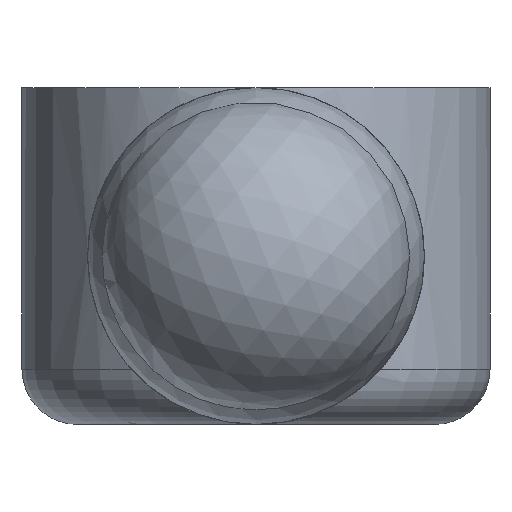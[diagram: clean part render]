
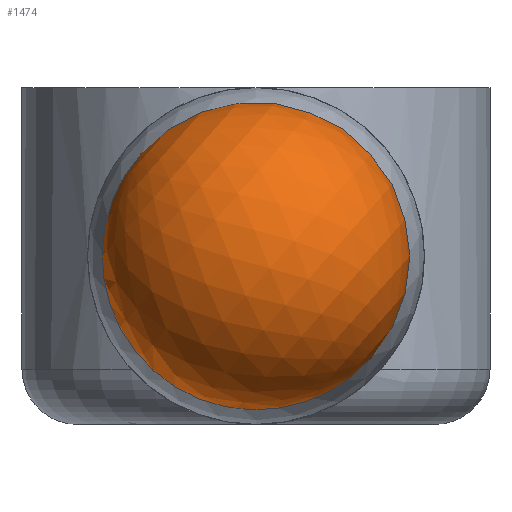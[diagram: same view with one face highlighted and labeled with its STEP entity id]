
A CAD part, front view. The second image highlights one B-rep face of the part: STEP entity #1474.
In plain terms, the highlighted spherical face has radius 5.512 mm.
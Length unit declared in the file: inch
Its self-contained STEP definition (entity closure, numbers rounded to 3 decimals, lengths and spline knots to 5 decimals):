
#57=FACE_BOUND('',#330,.T.);
#136=SPHERICAL_SURFACE('',#1626,0.217);
#236=FACE_OUTER_BOUND('',#329,.T.);
#329=EDGE_LOOP('',(#1375,#1376));
#330=EDGE_LOOP('',(#1377,#1378));
#594=CIRCLE('',#1627,0.217);
#595=CIRCLE('',#1628,0.15);
#596=CIRCLE('',#1629,0.15);
#742=VERTEX_POINT('',#3747);
#743=VERTEX_POINT('',#3748);
#744=VERTEX_POINT('',#3750);
#745=VERTEX_POINT('',#3751);
#955=EDGE_CURVE('',#742,#743,#594,.T.);
#956=EDGE_CURVE('',#744,#745,#595,.T.);
#957=EDGE_CURVE('',#745,#744,#596,.T.);
#1375=ORIENTED_EDGE('',*,*,#955,.T.);
#1376=ORIENTED_EDGE('',*,*,#955,.F.);
#1377=ORIENTED_EDGE('',*,*,#956,.F.);
#1378=ORIENTED_EDGE('',*,*,#957,.F.);
#1474=ADVANCED_FACE('',(#236,#57),#136,.T.);
#1626=AXIS2_PLACEMENT_3D('',#3746,#1982,#1983);
#1627=AXIS2_PLACEMENT_3D('',#3749,#1984,#1985);
#1628=AXIS2_PLACEMENT_3D('',#3752,#1986,#1987);
#1629=AXIS2_PLACEMENT_3D('',#3753,#1988,#1989);
#1982=DIRECTION('center_axis',(0.749,0.,-0.663));
#1983=DIRECTION('ref_axis',(0.663,0.,0.749));
#1984=DIRECTION('center_axis',(0.,1.,0.));
#1985=DIRECTION('ref_axis',(-0.663,0.,-0.749));
#1986=DIRECTION('center_axis',(0.,1.,0.));
#1987=DIRECTION('ref_axis',(-0.749,0.,0.663));
#1988=DIRECTION('center_axis',(0.,1.,0.));
#1989=DIRECTION('ref_axis',(-0.749,0.,0.663));
#3746=CARTESIAN_POINT('Origin',(0.,-2.588,
0.2375));
#3747=CARTESIAN_POINT('',(0.16243,-2.588,0.0936));
#3748=CARTESIAN_POINT('',(-0.16243,-2.588,0.3814));
#3749=CARTESIAN_POINT('Origin',(0.,-2.588,
0.2375));
#3750=CARTESIAN_POINT('',(-0.11228,-2.43119,0.33697));
#3751=CARTESIAN_POINT('',(0.11228,-2.43119,0.13803));
#3752=CARTESIAN_POINT('Origin',(0.,-2.43119,
0.2375));
#3753=CARTESIAN_POINT('Origin',(0.,-2.43119,
0.2375));
